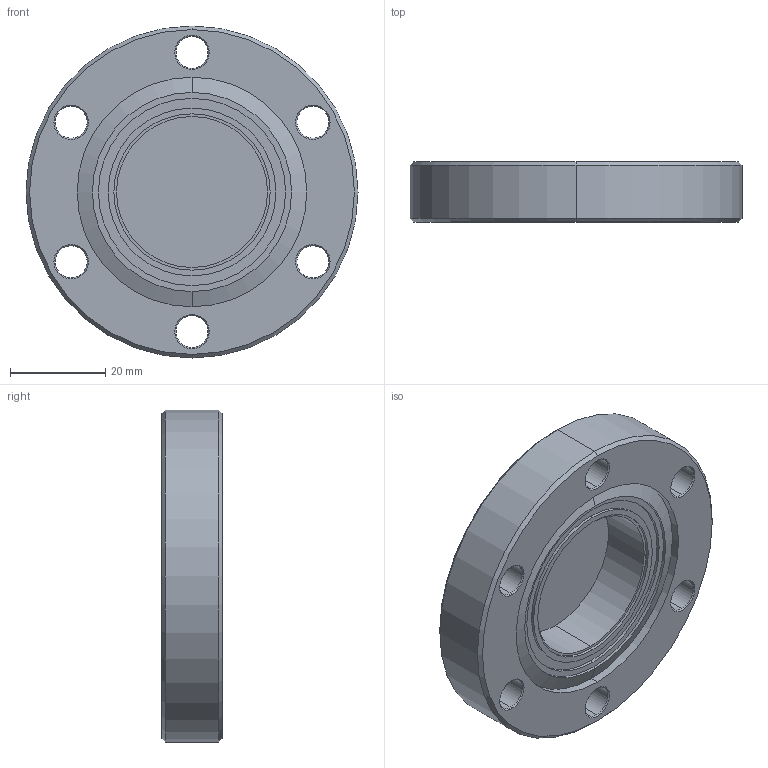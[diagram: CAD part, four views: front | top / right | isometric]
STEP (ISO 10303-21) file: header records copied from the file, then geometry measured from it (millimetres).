
FILE_DESCRIPTION (( 'STEP AP203' ), '1' );
FILE_NAME ('A12311-1-CF.STEP', '2020-06-26T15:27:34', ( '' ), ( '' ), 'SwSTEP 2.0', 'SolidWorks 2020', '' );
FILE_SCHEMA (( 'CONFIG_CONTROL_DESIGN' ));
Length unit declared in the file: inch
Products named in the file (1): A12311-1-CF
Bounding box: 69.85 x 12.7 x 69.85 mm (x, y, z)
Volume: 34273.4 mm3; surface area: 13075.2 mm2
Topology: 1 solids, 1 shells, 66 faces, 142 edges, 84 vertices
Faces by surface type: cone 30, cylinder 28, plane 8
Entity records: 1897 total; most frequent: DIRECTION 360, CARTESIAN_POINT 293, ORIENTED_EDGE 284, AXIS2_PLACEMENT_3D 151, EDGE_CURVE 142, VERTEX_POINT 84, EDGE_LOOP 84, CIRCLE 84
